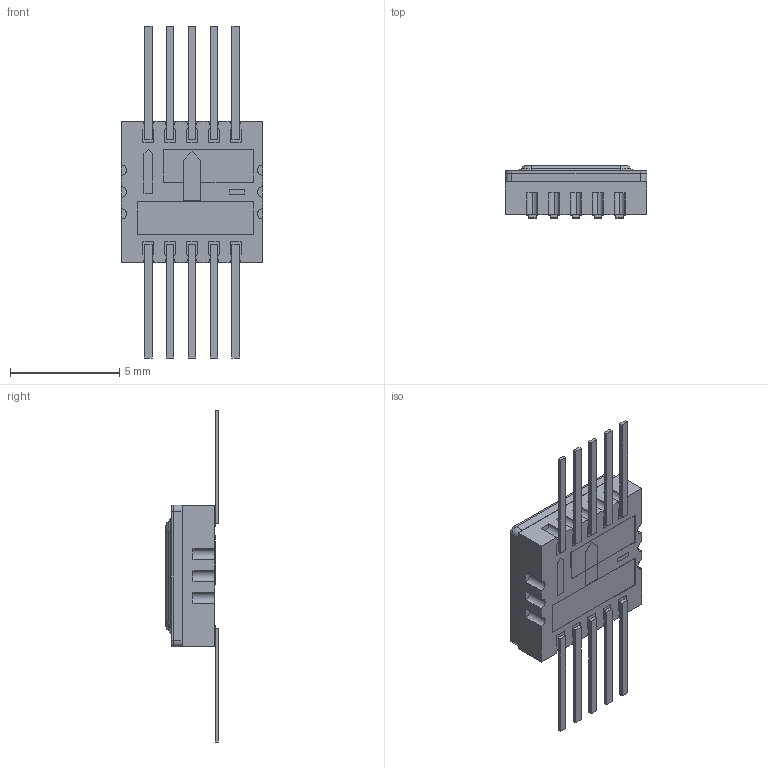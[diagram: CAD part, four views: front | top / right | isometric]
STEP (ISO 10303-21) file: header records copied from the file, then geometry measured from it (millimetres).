
FILE_DESCRIPTION (( 'STEP AP214' ), '1' );
FILE_NAME ('Ìèêðîñõåìà â êîðïóñå ÌÊ 5213.8-1.STEP', '2022-08-01T04:54:54', ( '' ), ( '' ), 'SwSTEP 2.0', 'SolidWorks 2019', '' );
FILE_SCHEMA (( 'AUTOMOTIVE_DESIGN' ));
Length unit declared in the file: millimetre
Products named in the file (6): Ïëàòà; Ðàìêà; Ìèêðîñõåìà â êîðïóñå ÌÊ 5213.8-1; ﾌﾊ 5213.8-1_ﾎ魵瑙韃; 署赅 釉7.313.031; 挓鍱鍧
Assembly tree (5 placements, depth 3):
  Ìèêðîñõåìà â êîðïóñå ÌÊ 5213.8-1
    ﾌﾊ 5213.8-1_ﾎ魵瑙韃
      Ïëàòà
      挓鍱鍧
      Ðàìêà
    署赅 釉7.313.031
Bounding box: 6.5 x 2.41 x 15.2 mm (x, y, z)
Volume: 62.2 mm3; surface area: 350.2 mm2
Topology: 13 solids, 13 shells, 334 faces, 866 edges, 570 vertices
Faces by surface type: plane 256, cylinder 62, torus 16
Entity records: 13049 total; most frequent: CARTESIAN_POINT 1779, ORIENTED_EDGE 1732, DIRECTION 1720, EDGE_CURVE 866, LINE 698, VECTOR 698, VERTEX_POINT 570, AXIS2_PLACEMENT_3D 511
